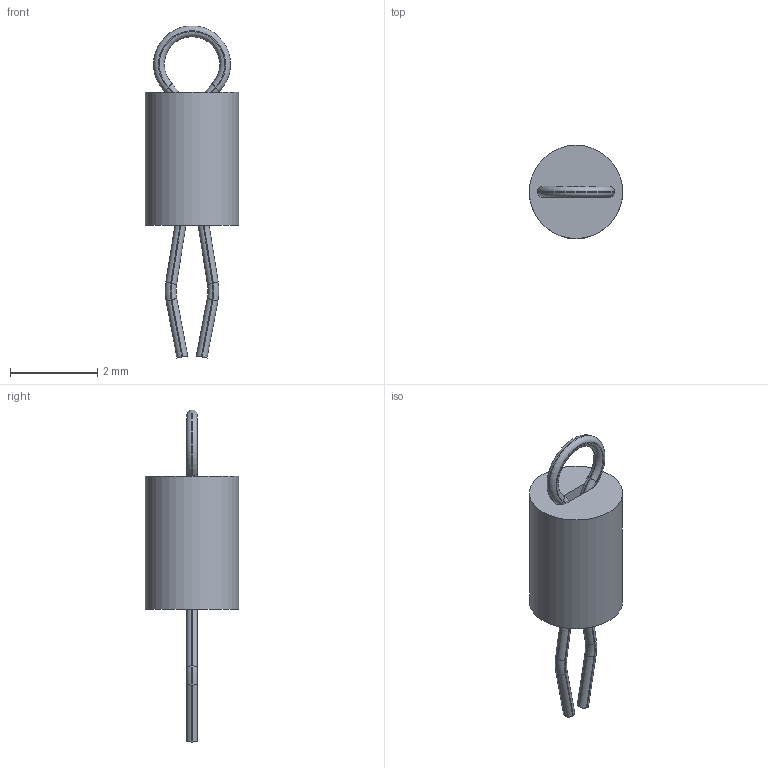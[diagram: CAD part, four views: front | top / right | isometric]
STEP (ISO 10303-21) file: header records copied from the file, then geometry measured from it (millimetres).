
FILE_DESCRIPTION(/* description */ (''),/* implementation_level */ '2;1');
FILE_NAME(/* name */ '5ef4e97d6672a91187fd1b1d',/* time_stamp */ '2020-06-25T18:14:21+00:00',/* author */ (''),/* organization */ (''),/* preprocessor_version */ 'ST-DEVELOPER v16.7',/* originating_system */ $,/* authorisation */ $);
FILE_SCHEMA (('AUTOMOTIVE_DESIGN {1 0 10303 214 3 1 1}'));
Length unit declared in the file: metre
Products named in the file (2): Part 2; Part 1
Bounding box: 2.14 x 2.14 x 7.62 mm (x, y, z)
Volume: 11.1 mm3; surface area: 47.3 mm2
Topology: 2 solids, 2 shells, 89 faces, 207 edges, 122 vertices
Faces by surface type: cylinder 41, torus 28, plane 20
Full cylindrical faces by diameter (mm): 2.14 x1
Entity records: 2590 total; most frequent: DIRECTION 506, CARTESIAN_POINT 419, ORIENTED_EDGE 412, AXIS2_PLACEMENT_3D 209, EDGE_CURVE 206, VERTEX_POINT 122, CIRCLE 118, EDGE_LOOP 92
